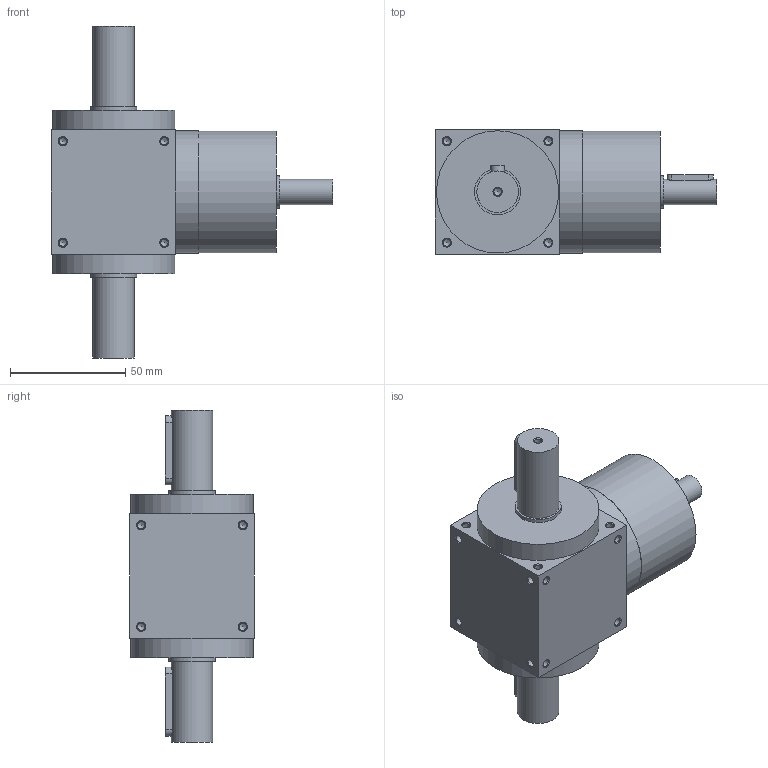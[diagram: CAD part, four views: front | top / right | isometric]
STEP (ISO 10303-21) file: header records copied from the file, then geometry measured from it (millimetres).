
FILE_DESCRIPTION( ( 'STEP AP214' ), ' ' );
FILE_NAME( 'RS54_S2_R.1_1.5.stp', '2017-10-01T14:01:39', ( '' ), ( '' ), ' ', 'PARTsolutions', ' ' );
FILE_SCHEMA( ( 'AUTOMOTIVE_DESIGN { 1 0 10303 214 1 1 1 1 }' ) );
Length unit declared in the file: millimetre
Products named in the file (4): RS54_S2_R.1/1.5; _RS542-case; _RC54-shaft; _RS54-proshaft
Assembly tree (4 placements, depth 2):
  RS54_S2_R.1/1.5
    _RS542-case
    _RC54-shaft
    _RS54-proshaft  x2
Bounding box: 122 x 54 x 144 mm (x, y, z)
Volume: 309854.9 mm3; surface area: 49785.8 mm2
Topology: 4 solids, 4 shells, 152 faces, 449 edges, 284 vertices
Faces by surface type: cylinder 69, cone 54, plane 29
Full cylindrical faces by diameter (mm): 3.242 x51, 11 x1, 14 x2, 18 x2, 20 x3, 52.8 x1, 53 x3
Entity records: 4960 total; most frequent: DIRECTION 712, CARTESIAN_POINT 706, ORIENTED_EDGE 460, AXIS2_PLACEMENT_3D 342, EDGE_LOOP 262, EDGE_CURVE 230, VERTEX_POINT 212, FACE_OUTER_BOUND 199
